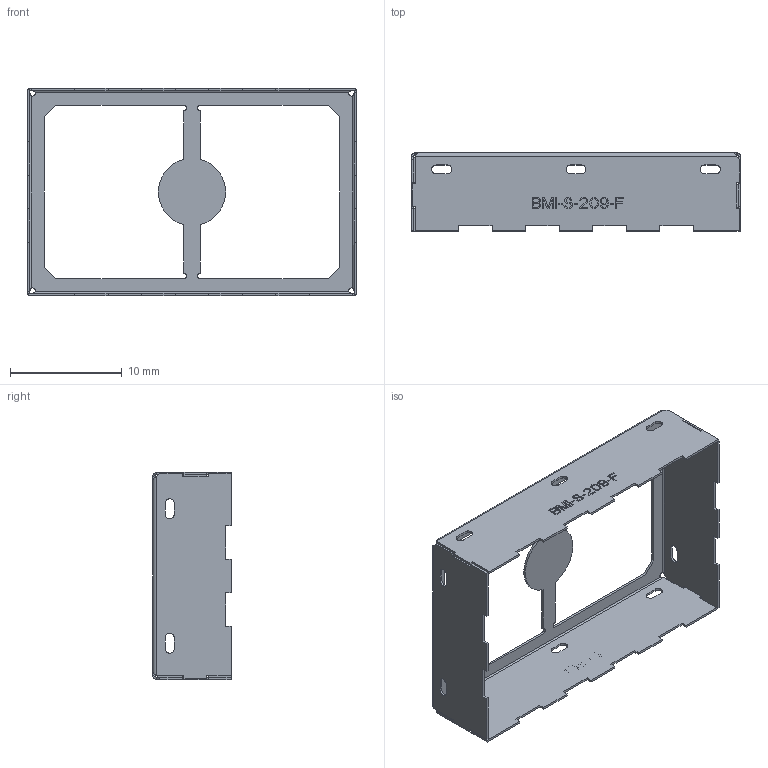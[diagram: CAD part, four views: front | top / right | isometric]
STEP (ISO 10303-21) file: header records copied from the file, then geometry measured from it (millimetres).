
FILE_DESCRIPTION(('FreeCAD Model'),'2;1');
FILE_NAME('Open CASCADE Shape Model','2021-09-15T13:39:22',('Author'),( ''),'Open CASCADE STEP processor 7.3','FreeCAD','Unknown');
FILE_SCHEMA(('AUTOMOTIVE_DESIGN { 1 0 10303 214 1 1 1 1 }'));
Length unit declared in the file: millimetre
Products named in the file (1): Laird-BMI-S-209-F__and__BMI-S-209-C_BMI-S-209-F
Bounding box: 29.36 x 7 x 18.5 mm (x, y, z)
Volume: 155.1 mm3; surface area: 1627.4 mm2
Topology: 1 solids, 1 shells, 584 faces, 1645 edges, 1086 vertices
Faces by surface type: plane 516, cylinder 52, bspline 16
Entity records: 18989 total; most frequent: CARTESIAN_POINT 3846, ORIENTED_EDGE 3290, DIRECTION 2839, EDGE_CURVE 1645, LINE 1525, VECTOR 1525, VERTEX_POINT 1086, AXIS2_PLACEMENT_3D 657
